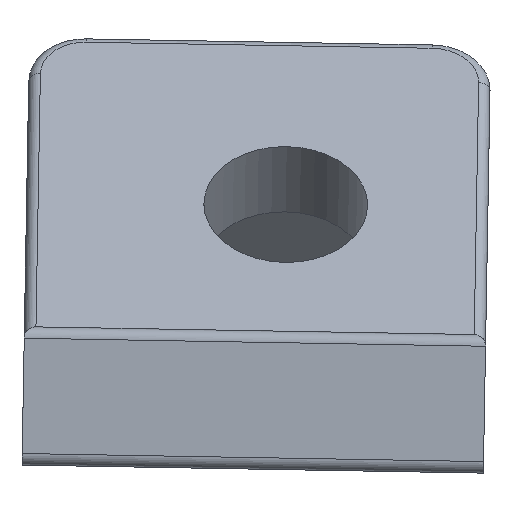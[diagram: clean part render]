
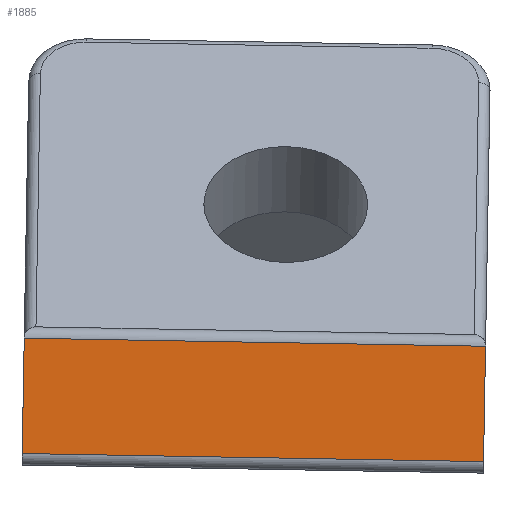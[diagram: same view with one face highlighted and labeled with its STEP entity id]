
A CAD part, front view. The second image highlights one B-rep face of the part: STEP entity #1885.
In plain terms, the highlighted planar face has unit normal (0, -1, 0).
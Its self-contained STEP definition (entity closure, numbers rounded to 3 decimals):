
#32 = PLANE('',#33);
#33 = AXIS2_PLACEMENT_3D('',#34,#35,#36);
#34 = CARTESIAN_POINT('',(38.516,0.,
    53.937));
#35 = DIRECTION('',(1.,0.,
    -0.017));
#36 = DIRECTION('',(-0.017,0.,
    -1.));
#225 = VERTEX_POINT('',#226);
#226 = CARTESIAN_POINT('',(38.491,-28.151,
    52.5));
#252 = EDGE_CURVE('',#225,#253,#255,.T.);
#253 = VERTEX_POINT('',#254);
#254 = CARTESIAN_POINT('',(38.404,-28.151,
    47.501));
#255 = SURFACE_CURVE('',#256,(#260,#267),.PCURVE_S1.);
#256 = LINE('',#257,#258);
#257 = CARTESIAN_POINT('',(38.5,-28.151,53.));
#258 = VECTOR('',#259,1.);
#259 = DIRECTION('',(-0.017,0.,
    -1.));
#260 = PCURVE('',#32,#261);
#261 = DEFINITIONAL_REPRESENTATION('',(#262),#266);
#262 = LINE('',#263,#264);
#263 = CARTESIAN_POINT('',(0.937,-28.151));
#264 = VECTOR('',#265,1.);
#265 = DIRECTION('',(1.,0.));
#266 = ( GEOMETRIC_REPRESENTATION_CONTEXT(2) 
PARAMETRIC_REPRESENTATION_CONTEXT() REPRESENTATION_CONTEXT('2D SPACE',''
  ) );
#267 = PCURVE('',#268,#273);
#268 = PLANE('',#269);
#269 = AXIS2_PLACEMENT_3D('',#270,#271,#272);
#270 = CARTESIAN_POINT('',(28.449,-28.151,
    50.175));
#271 = DIRECTION('',(0.,-1.,0.));
#272 = DIRECTION('',(0.017,0.,
    1.));
#273 = DEFINITIONAL_REPRESENTATION('',(#274),#278);
#274 = LINE('',#275,#276);
#275 = CARTESIAN_POINT('',(3.,-10.));
#276 = VECTOR('',#277,1.);
#277 = DIRECTION('',(-1.,0.));
#278 = ( GEOMETRIC_REPRESENTATION_CONTEXT(2) 
PARAMETRIC_REPRESENTATION_CONTEXT() REPRESENTATION_CONTEXT('2D SPACE',''
  ) );
#301 = CYLINDRICAL_SURFACE('',#302,0.5);
#302 = AXIS2_PLACEMENT_3D('',#303,#304,#305);
#303 = CARTESIAN_POINT('',(38.404,-27.651,
    47.501));
#304 = DIRECTION('',(-1.,0.,
    0.017));
#305 = DIRECTION('',(-0.017,0.,
    -1.));
#523 = PLANE('',#524);
#524 = AXIS2_PLACEMENT_3D('',#525,#526,#527);
#525 = CARTESIAN_POINT('',(18.52,0.,
    54.307));
#526 = DIRECTION('',(-1.,0.,
    0.017));
#527 = DIRECTION('',(0.017,0.,
    1.));
#1818 = CYLINDRICAL_SURFACE('',#1819,0.5);
#1819 = AXIS2_PLACEMENT_3D('',#1820,#1821,#1822);
#1820 = CARTESIAN_POINT('',(38.491,-27.651,
    52.5));
#1821 = DIRECTION('',(-1.,0.,
    0.017));
#1822 = DIRECTION('',(0.,-1.,0.));
#1840 = EDGE_CURVE('',#253,#1841,#1843,.T.);
#1841 = VERTEX_POINT('',#1842);
#1842 = CARTESIAN_POINT('',(18.407,-28.151,
    47.85));
#1843 = SURFACE_CURVE('',#1844,(#1848,#1855),.PCURVE_S1.);
#1844 = LINE('',#1845,#1846);
#1845 = CARTESIAN_POINT('',(38.404,-28.151,
    47.501));
#1846 = VECTOR('',#1847,1.);
#1847 = DIRECTION('',(-1.,0.,
    0.017));
#1848 = PCURVE('',#301,#1849);
#1849 = DEFINITIONAL_REPRESENTATION('',(#1850),#1854);
#1850 = LINE('',#1851,#1852);
#1851 = CARTESIAN_POINT('',(1.571,0.));
#1852 = VECTOR('',#1853,1.);
#1853 = DIRECTION('',(0.,1.));
#1854 = ( GEOMETRIC_REPRESENTATION_CONTEXT(2) 
PARAMETRIC_REPRESENTATION_CONTEXT() REPRESENTATION_CONTEXT('2D SPACE',''
  ) );
#1855 = PCURVE('',#268,#1856);
#1856 = DEFINITIONAL_REPRESENTATION('',(#1857),#1861);
#1857 = LINE('',#1858,#1859);
#1858 = CARTESIAN_POINT('',(-2.5,-10.));
#1859 = VECTOR('',#1860,1.);
#1860 = DIRECTION('',(0.,1.));
#1861 = ( GEOMETRIC_REPRESENTATION_CONTEXT(2) 
PARAMETRIC_REPRESENTATION_CONTEXT() REPRESENTATION_CONTEXT('2D SPACE',''
  ) );
#1885 = ADVANCED_FACE('',(#1886),#268,.T.);
#1886 = FACE_BOUND('',#1887,.T.);
#1887 = EDGE_LOOP('',(#1888,#1889,#1912,#1933));
#1888 = ORIENTED_EDGE('',*,*,#252,.F.);
#1889 = ORIENTED_EDGE('',*,*,#1890,.T.);
#1890 = EDGE_CURVE('',#225,#1891,#1893,.T.);
#1891 = VERTEX_POINT('',#1892);
#1892 = CARTESIAN_POINT('',(18.494,-28.151,
    52.849));
#1893 = SURFACE_CURVE('',#1894,(#1898,#1905),.PCURVE_S1.);
#1894 = LINE('',#1895,#1896);
#1895 = CARTESIAN_POINT('',(38.491,-28.151,
    52.5));
#1896 = VECTOR('',#1897,1.);
#1897 = DIRECTION('',(-1.,0.,
    0.017));
#1898 = PCURVE('',#268,#1899);
#1899 = DEFINITIONAL_REPRESENTATION('',(#1900),#1904);
#1900 = LINE('',#1901,#1902);
#1901 = CARTESIAN_POINT('',(2.5,-10.));
#1902 = VECTOR('',#1903,1.);
#1903 = DIRECTION('',(0.,1.));
#1904 = ( GEOMETRIC_REPRESENTATION_CONTEXT(2) 
PARAMETRIC_REPRESENTATION_CONTEXT() REPRESENTATION_CONTEXT('2D SPACE',''
  ) );
#1905 = PCURVE('',#1818,#1906);
#1906 = DEFINITIONAL_REPRESENTATION('',(#1907),#1911);
#1907 = LINE('',#1908,#1909);
#1908 = CARTESIAN_POINT('',(0.,0.));
#1909 = VECTOR('',#1910,1.);
#1910 = DIRECTION('',(0.,1.));
#1911 = ( GEOMETRIC_REPRESENTATION_CONTEXT(2) 
PARAMETRIC_REPRESENTATION_CONTEXT() REPRESENTATION_CONTEXT('2D SPACE',''
  ) );
#1912 = ORIENTED_EDGE('',*,*,#1913,.T.);
#1913 = EDGE_CURVE('',#1891,#1841,#1914,.T.);
#1914 = SURFACE_CURVE('',#1915,(#1919,#1926),.PCURVE_S1.);
#1915 = LINE('',#1916,#1917);
#1916 = CARTESIAN_POINT('',(18.468,-28.151,
    51.349));
#1917 = VECTOR('',#1918,1.);
#1918 = DIRECTION('',(-0.017,0.,
    -1.));
#1919 = PCURVE('',#268,#1920);
#1920 = DEFINITIONAL_REPRESENTATION('',(#1921),#1925);
#1921 = LINE('',#1922,#1923);
#1922 = CARTESIAN_POINT('',(1.,10.));
#1923 = VECTOR('',#1924,1.);
#1924 = DIRECTION('',(-1.,0.));
#1925 = ( GEOMETRIC_REPRESENTATION_CONTEXT(2) 
PARAMETRIC_REPRESENTATION_CONTEXT() REPRESENTATION_CONTEXT('2D SPACE',''
  ) );
#1926 = PCURVE('',#523,#1927);
#1927 = DEFINITIONAL_REPRESENTATION('',(#1928),#1932);
#1928 = LINE('',#1929,#1930);
#1929 = CARTESIAN_POINT('',(-2.959,-28.151));
#1930 = VECTOR('',#1931,1.);
#1931 = DIRECTION('',(-1.,0.));
#1932 = ( GEOMETRIC_REPRESENTATION_CONTEXT(2) 
PARAMETRIC_REPRESENTATION_CONTEXT() REPRESENTATION_CONTEXT('2D SPACE',''
  ) );
#1933 = ORIENTED_EDGE('',*,*,#1840,.F.);
